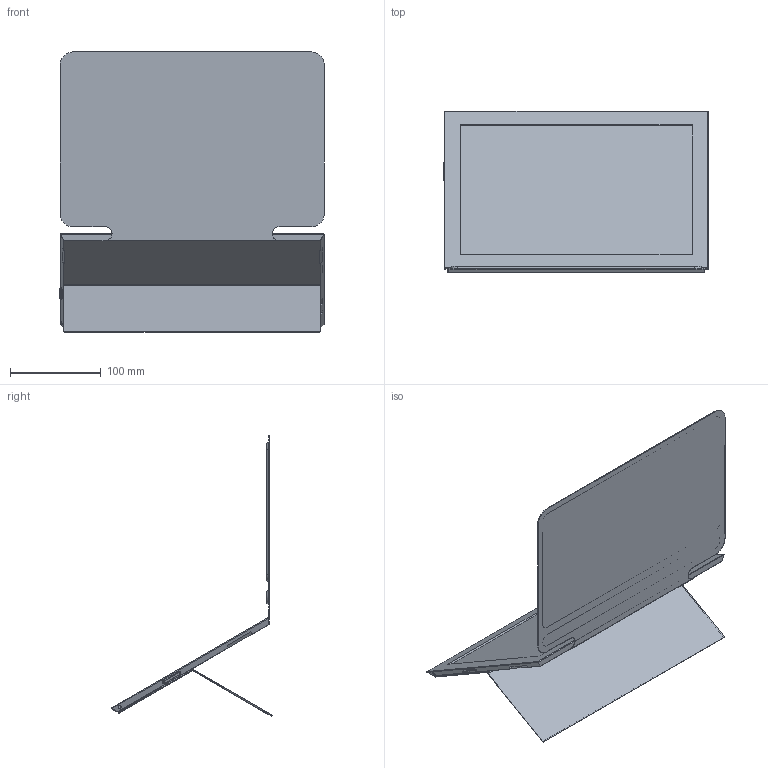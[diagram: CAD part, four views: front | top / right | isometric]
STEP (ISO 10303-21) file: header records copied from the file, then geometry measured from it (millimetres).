
FILE_DESCRIPTION (( 'STEP AP203' ), '1' );
FILE_NAME ('RISC_V_NOTEBOOK.STEP', '2025-07-09T02:13:05', ( '' ), ( '' ), 'SwSTEP 2.0', 'SolidWorks 2018', '' );
FILE_SCHEMA (( 'CONFIG_CONTROL_DESIGN' ));
Length unit declared in the file: inch
Products named in the file (1): RISC_V_NOTEBOOK
Bounding box: 292.39 x 178.07 x 309.65 mm (x, y, z)
Volume: 549893.7 mm3; surface area: 309130.4 mm2
Topology: 5 solids, 5 shells, 777 faces, 1996 edges, 1304 vertices
Faces by surface type: plane 667, cylinder 77, sphere 24, torus 9
Entity records: 23152 total; most frequent: CARTESIAN_POINT 4175, ORIENTED_EDGE 3964, DIRECTION 3670, EDGE_CURVE 1982, VECTOR 1788, LINE 1788, VERTEX_POINT 1302, AXIS2_PLACEMENT_3D 941
